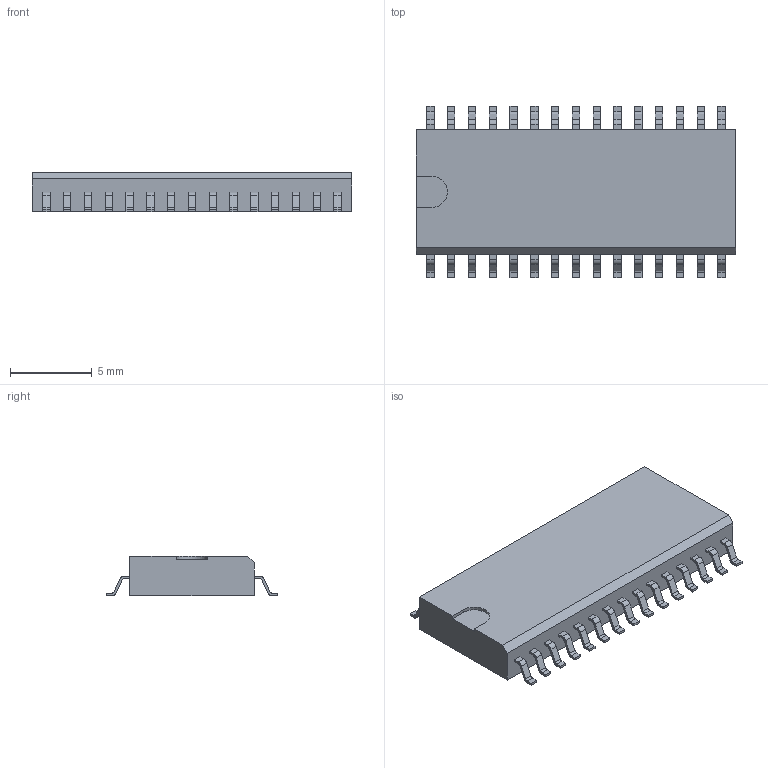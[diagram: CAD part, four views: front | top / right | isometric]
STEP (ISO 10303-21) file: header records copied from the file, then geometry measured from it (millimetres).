
FILE_DESCRIPTION(('FreeCAD Model'),'2;1');
FILE_NAME('Open CASCADE Shape Model','2025-02-03T10:08:33',(''),(''), 'Open CASCADE STEP processor 7.7','FreeCAD','Unknown');
FILE_SCHEMA(('AUTOMOTIVE_DESIGN { 1 0 10303 214 1 1 1 1 }'));
Length unit declared in the file: millimetre
Products named in the file (1): Pocket
Bounding box: 19.51 x 10.46 x 2.41 mm (x, y, z)
Volume: 360.2 mm3; surface area: 497.2 mm2
Topology: 1 solids, 1 shells, 401 faces, 1107 edges, 738 vertices
Faces by surface type: plane 280, cylinder 121
Entity records: 12765 total; most frequent: CARTESIAN_POINT 2247, ORIENTED_EDGE 2214, DIRECTION 2153, EDGE_CURVE 1107, LINE 865, VECTOR 865, VERTEX_POINT 738, AXIS2_PLACEMENT_3D 644
